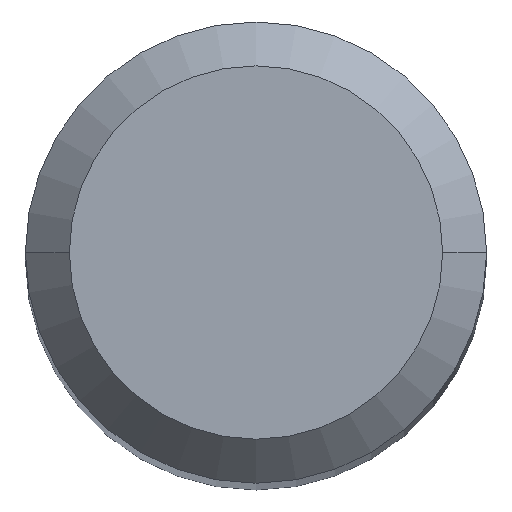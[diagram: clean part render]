
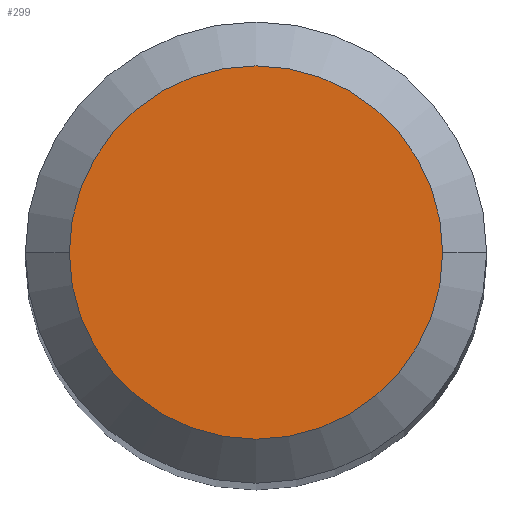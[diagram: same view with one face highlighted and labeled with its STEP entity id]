
A CAD part, top view. The second image highlights one B-rep face of the part: STEP entity #299.
In plain terms, the highlighted planar face has unit normal (0, 0, 1).
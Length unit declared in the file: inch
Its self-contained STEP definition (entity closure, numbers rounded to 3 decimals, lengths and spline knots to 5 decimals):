
#17 = EDGE_LOOP ( 'NONE', ( #352, #147 ) ) ;
#22 = DIRECTION ( 'NONE',  ( 0., 0., 1. ) ) ;
#40 = DIRECTION ( 'NONE',  ( 1., 0., 0. ) ) ;
#46 = CIRCLE ( 'NONE', #290, 0.06374 ) ;
#52 = DIRECTION ( 'NONE',  ( 1., 0., 0. ) ) ;
#70 = DIRECTION ( 'NONE',  ( 0., 0., 1. ) ) ;
#72 = DIRECTION ( 'NONE',  ( 1., 0., 0. ) ) ;
#105 = CARTESIAN_POINT ( 'NONE',  ( -0.06374, 0., 1.9685 ) ) ;
#110 = CARTESIAN_POINT ( 'NONE',  ( 0., 0., 1.9685 ) ) ;
#122 = VERTEX_POINT ( 'NONE', #407 ) ;
#138 = VERTEX_POINT ( 'NONE', #105 ) ;
#142 = AXIS2_PLACEMENT_3D ( 'NONE', #194, #22, #52 ) ;
#147 = ORIENTED_EDGE ( 'NONE', *, *, #350, .T. ) ;
#194 = CARTESIAN_POINT ( 'NONE',  ( 0., 0., 1.9685 ) ) ;
#223 = FACE_OUTER_BOUND ( 'NONE', #17, .T. ) ;
#225 = PLANE ( 'NONE',  #142 ) ;
#237 = CIRCLE ( 'NONE', #327, 0.06374 ) ;
#290 = AXIS2_PLACEMENT_3D ( 'NONE', #110, #374, #72 ) ;
#299 = ADVANCED_FACE ( 'NONE', ( #223 ), #225, .T. ) ;
#305 = CARTESIAN_POINT ( 'NONE',  ( 0., 0., 1.9685 ) ) ;
#327 = AXIS2_PLACEMENT_3D ( 'NONE', #305, #70, #40 ) ;
#350 = EDGE_CURVE ( 'NONE', #122, #138, #237, .T. ) ;
#352 = ORIENTED_EDGE ( 'NONE', *, *, #359, .T. ) ;
#359 = EDGE_CURVE ( 'NONE', #138, #122, #46, .T. ) ;
#374 = DIRECTION ( 'NONE',  ( 0., 0., 1. ) ) ;
#407 = CARTESIAN_POINT ( 'NONE',  ( 0.06374, 0., 1.9685 ) ) ;
